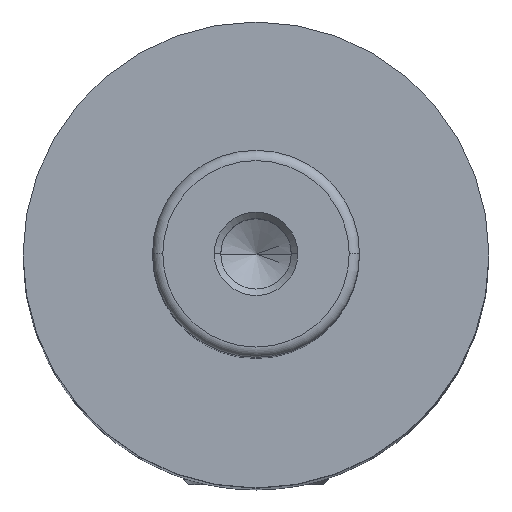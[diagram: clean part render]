
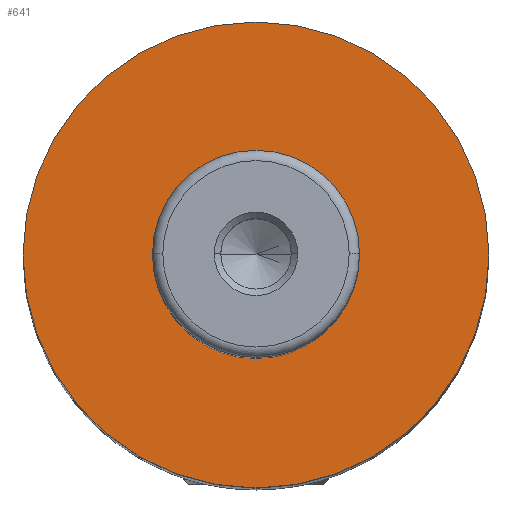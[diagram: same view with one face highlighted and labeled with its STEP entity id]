
A CAD part, top view. The second image highlights one B-rep face of the part: STEP entity #641.
In plain terms, the highlighted planar face has unit normal (0, 0, 1).
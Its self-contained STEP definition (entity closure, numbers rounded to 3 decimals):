
#41 = DIRECTION ( 'NONE',  ( 0., 0., 1. ) ) ;
#47 = DIRECTION ( 'NONE',  ( 0., 0., -1. ) ) ;
#188 = ORIENTED_EDGE ( 'NONE', *, *, #388, .T. ) ;
#234 = CIRCLE ( 'NONE', #531, 22.5 ) ;
#294 = VERTEX_POINT ( 'NONE', #561 ) ;
#315 = DIRECTION ( 'NONE',  ( 0., 0., -1. ) ) ;
#324 = CARTESIAN_POINT ( 'NONE',  ( 0., 0., 111. ) ) ;
#329 = VERTEX_POINT ( 'NONE', #828 ) ;
#388 = EDGE_CURVE ( 'NONE', #329, #1210, #1568, .T. ) ;
#391 = AXIS2_PLACEMENT_3D ( 'NONE', #829, #47, #964 ) ;
#456 = DIRECTION ( 'NONE',  ( -1., 0., 0. ) ) ;
#484 = DIRECTION ( 'NONE',  ( 0., 0., -1. ) ) ;
#518 = ORIENTED_EDGE ( 'NONE', *, *, #662, .F. ) ;
#531 = AXIS2_PLACEMENT_3D ( 'NONE', #1263, #484, #1385 ) ;
#561 = CARTESIAN_POINT ( 'NONE',  ( -22.5, 0., 111. ) ) ;
#585 = EDGE_CURVE ( 'NONE', #1210, #329, #721, .T. ) ;
#601 = CIRCLE ( 'NONE', #1183, 22.5 ) ;
#622 = ORIENTED_EDGE ( 'NONE', *, *, #1567, .F. ) ;
#641 = ADVANCED_FACE ( 'NONE', ( #1026, #1331 ), #1606, .T. ) ;
#662 = EDGE_CURVE ( 'NONE', #294, #840, #601, .T. ) ;
#721 = CIRCLE ( 'NONE', #391, 10. ) ;
#828 = CARTESIAN_POINT ( 'NONE',  ( 10., 0., 111. ) ) ;
#829 = CARTESIAN_POINT ( 'NONE',  ( 0., 0., 111. ) ) ;
#840 = VERTEX_POINT ( 'NONE', #1268 ) ;
#844 = DIRECTION ( 'NONE',  ( 1., 0., 0. ) ) ;
#870 = AXIS2_PLACEMENT_3D ( 'NONE', #1100, #315, #1227 ) ;
#880 = ORIENTED_EDGE ( 'NONE', *, *, #585, .T. ) ;
#964 = DIRECTION ( 'NONE',  ( -1., 0., 0. ) ) ;
#975 = EDGE_LOOP ( 'NONE', ( #518, #622 ) ) ;
#1008 = AXIS2_PLACEMENT_3D ( 'NONE', #1099, #41, #844 ) ;
#1026 = FACE_BOUND ( 'NONE', #1260, .T. ) ;
#1099 = CARTESIAN_POINT ( 'NONE',  ( -10., 0., 111. ) ) ;
#1100 = CARTESIAN_POINT ( 'NONE',  ( 0., 0., 111. ) ) ;
#1183 = AXIS2_PLACEMENT_3D ( 'NONE', #324, #1235, #456 ) ;
#1210 = VERTEX_POINT ( 'NONE', #1409 ) ;
#1227 = DIRECTION ( 'NONE',  ( -1., 0., 0. ) ) ;
#1235 = DIRECTION ( 'NONE',  ( 0., 0., -1. ) ) ;
#1260 = EDGE_LOOP ( 'NONE', ( #880, #188 ) ) ;
#1263 = CARTESIAN_POINT ( 'NONE',  ( 0., 0., 111. ) ) ;
#1268 = CARTESIAN_POINT ( 'NONE',  ( 22.5, 0., 111. ) ) ;
#1331 = FACE_OUTER_BOUND ( 'NONE', #975, .T. ) ;
#1385 = DIRECTION ( 'NONE',  ( -1., 0., 0. ) ) ;
#1409 = CARTESIAN_POINT ( 'NONE',  ( -10., 0., 111. ) ) ;
#1567 = EDGE_CURVE ( 'NONE', #840, #294, #234, .T. ) ;
#1568 = CIRCLE ( 'NONE', #870, 10. ) ;
#1606 = PLANE ( 'NONE',  #1008 ) ;
